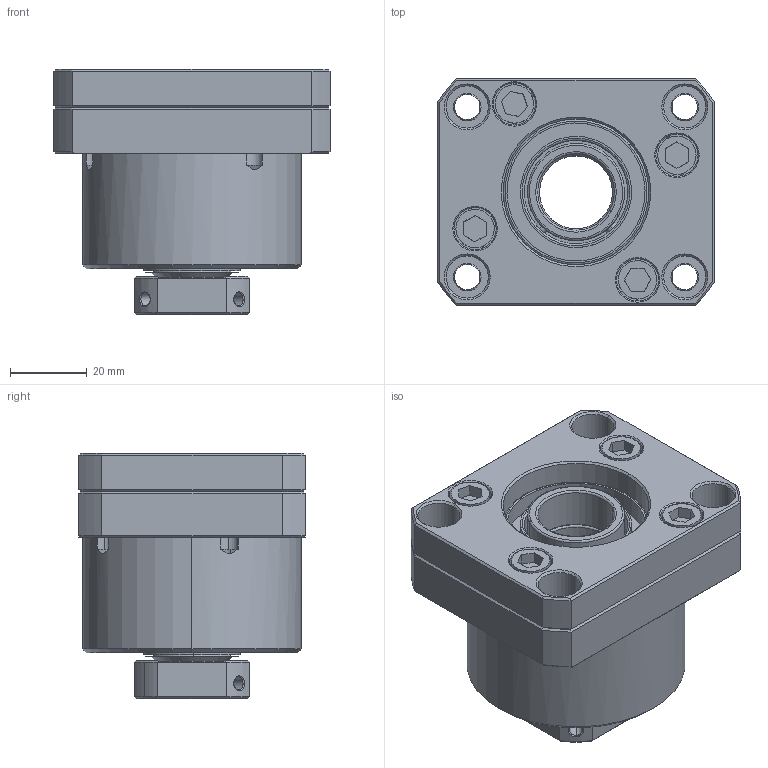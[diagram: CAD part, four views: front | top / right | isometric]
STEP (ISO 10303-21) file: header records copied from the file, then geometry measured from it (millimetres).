
FILE_DESCRIPTION (( 'STEP AP203' ), '1' );
FILE_NAME ('FKA20²Õ¦X¥óB.STEP', '2017-12-28T05:43:49', ( '' ), ( '' ), 'SwSTEP 2.0', 'SolidWorks 2017', '' );
FILE_SCHEMA (( 'CONFIG_CONTROL_DESIGN' ));
Length unit declared in the file: millimetre
Products named in the file (1): FKA20組合件B
Bounding box: 72 x 59 x 64 mm (x, y, z)
Surface area: 34970.6 mm2 (no closed solid volume)
Topology: 0 solids, 19 shells, 249 faces, 625 edges, 393 vertices
Faces by surface type: cylinder 85, plane 82, cone 60, torus 18, bspline 4
Entity records: 7988 total; most frequent: CARTESIAN_POINT 1932, DIRECTION 1336, ORIENTED_EDGE 1119, EDGE_CURVE 625, AXIS2_PLACEMENT_3D 539, VERTEX_POINT 393, CIRCLE 293, EDGE_LOOP 282
